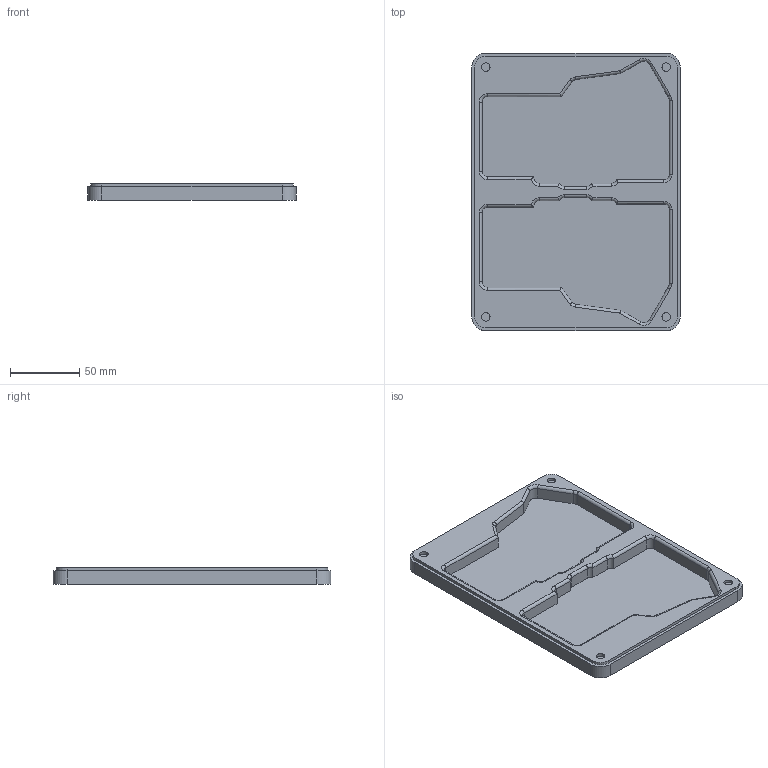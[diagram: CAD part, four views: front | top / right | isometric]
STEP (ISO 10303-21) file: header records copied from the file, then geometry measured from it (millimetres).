
FILE_DESCRIPTION(('HOOPS Exchange Step'),'2;1');
FILE_NAME('temp_export','2025-04-04T08:55:52+02:00',('jakubmazur'),('Shapr3D Limited'),'HOOPS Exchange 2024.8','Shapr3D','Authorized');
FILE_SCHEMA( ('AP242_MANAGED_MODEL_BASED_3D_ENGINEERING_MIM_LF {1 0 10303 442 1 1 4}') );
Length unit declared in the file: millimetre
Products named in the file (1): root
Bounding box: 150 x 200 x 12 mm (x, y, z)
Volume: 159042.5 mm3; surface area: 76078.3 mm2
Topology: 1 solids, 1 shells, 119 faces, 288 edges, 178 vertices
Faces by surface type: cylinder 54, plane 43, torus 18, bspline 4
Full cylindrical faces by diameter (mm): 6.15 x4
Entity records: 5068 total; most frequent: CARTESIAN_POINT 2291, ORIENTED_EDGE 576, DIRECTION 562, EDGE_CURVE 288, AXIS2_PLACEMENT_3D 203, VERTEX_POINT 178, VECTOR 156, LINE 156
